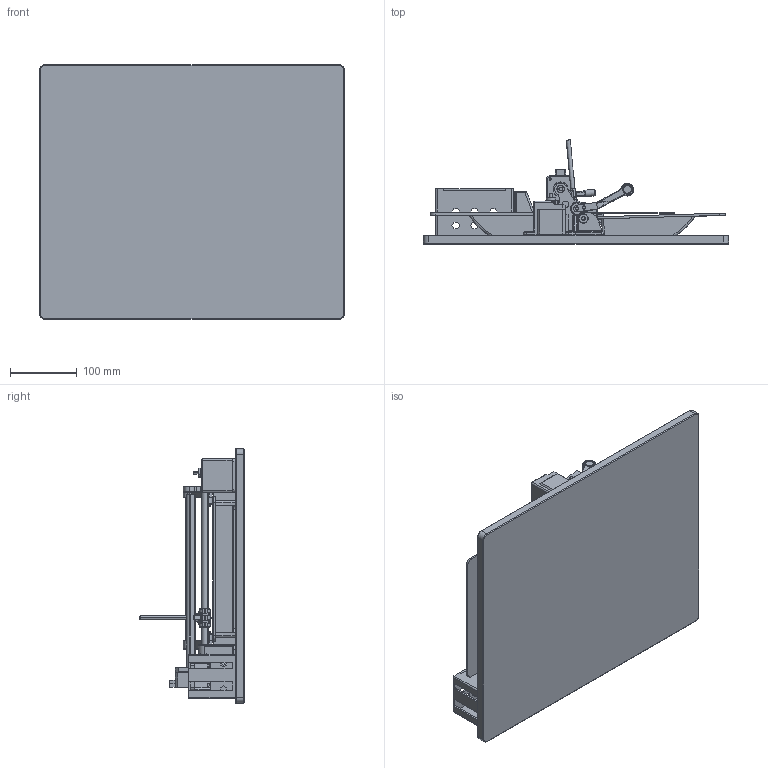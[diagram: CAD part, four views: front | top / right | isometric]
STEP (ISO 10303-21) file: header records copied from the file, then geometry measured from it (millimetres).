
FILE_DESCRIPTION (( 'STEP AP214' ), '1' );
FILE_NAME ('STEP_PLOTTER_2_ASSEM.STEP', '2022-06-19T00:39:01', ( '' ), ( '' ), 'SwSTEP 2.0', 'SolidWorks 2021', '' );
FILE_SCHEMA (( 'AUTOMOTIVE_DESIGN' ));
Length unit declared in the file: millimetre
Products named in the file (34): IdlerLever; 10mmRod; FANArduinoBoxLongTall; Writing Surface; 5x45mm Rod; FeedTableSupport; NEMA-17_38mm_23mm; 605ZZ Bearing; 605zz idler; FeedTable; lRight Side Frame; 5x11x4 Bearing; PrintHead; 40x40mmFan; NEMA-17_38mm; PlotterGT2Pulley; IdlerShaftCap; GritWheelAdapter; 5mmShaftConnector; BearingIdler; Base Board; STEP_PLOTTER_2_ASSEM; Pen Lifter Bar; WeightRod; DriveWheelShaft; Tru-Red 0.7 Gel Pen Insert; SlopedSupportTable; Mirrored IdlerLever; 5x35mm Rod; WireShroud; Left Side Frame; Bic Pen Adapter; SheetOfPaper; GritDrum
Assembly tree (42 placements, depth 2):
  STEP_PLOTTER_2_ASSEM
    NEMA-17_38mm  x2
    DriveWheelShaft
    PlotterGT2Pulley
    10mmRod
    GritWheelAdapter  x2
    IdlerLever
    BearingIdler  x2
    SheetOfPaper
    GritDrum  x2
    605zz idler
    Bic Pen Adapter
    Tru-Red 0.7 Gel Pen Insert
    PrintHead
    NEMA-17_38mm_23mm
    Left Side Frame
    lRight Side Frame
    5mmShaftConnector
    Writing Surface
    FeedTable  x2
    Pen Lifter Bar
    605ZZ Bearing  x2
    5x11x4 Bearing
    Mirrored IdlerLever
    IdlerShaftCap  x2
    SlopedSupportTable
    WeightRod
    FeedTableSupport
    FANArduinoBoxLongTall
    Base Board
    40x40mmFan
    WireShroud
    5x35mm Rod  x2
    5x45mm Rod  x2
Bounding box: 457.2 x 156.06 x 381 mm (x, y, z)
Volume: 3381284.9 mm3; surface area: 978452.1 mm2
Topology: 43 solids, 43 shells, 1791 faces, 4538 edges, 2868 vertices
Faces by surface type: plane 791, cylinder 676, cone 219, torus 63, bspline 38, sphere 4
Entity records: 52414 total; most frequent: CARTESIAN_POINT 11165, DIRECTION 8567, ORIENTED_EDGE 8202, EDGE_CURVE 4101, AXIS2_PLACEMENT_3D 3091, VERTEX_POINT 2606, VECTOR 2385, LINE 2385
